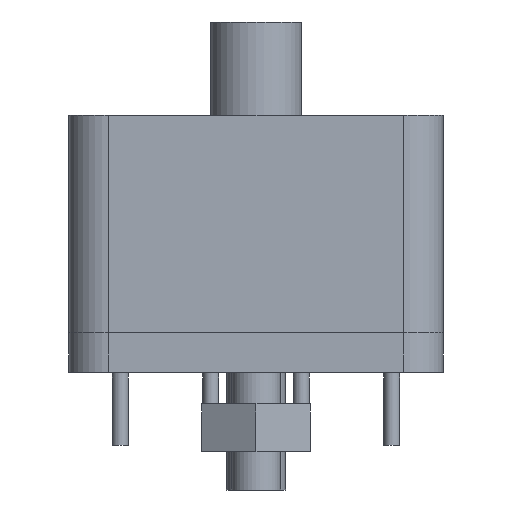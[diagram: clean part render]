
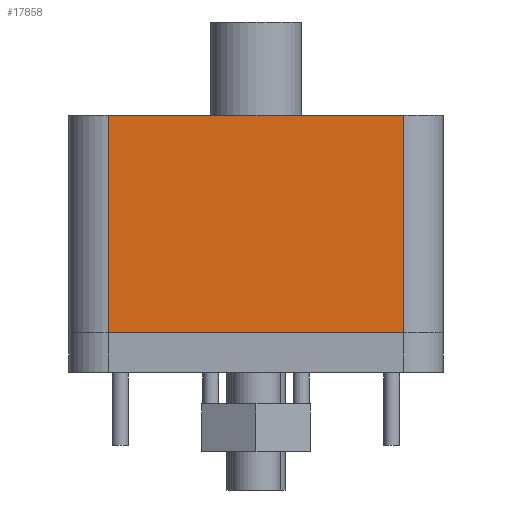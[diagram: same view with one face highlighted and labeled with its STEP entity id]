
A CAD part, front view. The second image highlights one B-rep face of the part: STEP entity #17858.
In plain terms, the highlighted planar face has unit normal (0, -1, 0).
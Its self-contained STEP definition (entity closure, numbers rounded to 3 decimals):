
#17793=CARTESIAN_POINT('',(7.45,-32.92,13.0));
#17794=VERTEX_POINT('',#17793);
#17802=CARTESIAN_POINT('',(7.45,-32.92,2.0));
#17803=VERTEX_POINT('',#17802);
#17804=CARTESIAN_POINT('',(7.45,-32.92,2.0));
#17805=DIRECTION('',(0.0,0.0,1.0));
#17806=VECTOR('',#17805,11.0);
#17807=LINE('',#17804,#17806);
#17808=EDGE_CURVE('',#17803,#17794,#17807,.T.);
#17828=CARTESIAN_POINT('',(7.45,-32.92,2.0));
#17829=DIRECTION('',(0.0,-1.0,0.0));
#17830=DIRECTION('',(0.0,0.0,-1.0));
#17831=AXIS2_PLACEMENT_3D('',#17828,#17829,#17830);
#17832=PLANE('',#17831);
#17833=CARTESIAN_POINT('',(-7.45,-32.92,13.0));
#17834=VERTEX_POINT('',#17833);
#17835=CARTESIAN_POINT('',(7.45,-32.92,13.0));
#17836=DIRECTION('',(-1.0,0.0,0.0));
#17837=VECTOR('',#17836,14.9);
#17838=LINE('',#17835,#17837);
#17839=EDGE_CURVE('',#17794,#17834,#17838,.T.);
#17840=ORIENTED_EDGE('',*,*,#17839,.T.);
#17841=CARTESIAN_POINT('',(-7.45,-32.92,2.0));
#17842=VERTEX_POINT('',#17841);
#17843=CARTESIAN_POINT('',(-7.45,-32.92,2.0));
#17844=DIRECTION('',(0.0,0.0,1.0));
#17845=VECTOR('',#17844,11.0);
#17846=LINE('',#17843,#17845);
#17847=EDGE_CURVE('',#17842,#17834,#17846,.T.);
#17848=ORIENTED_EDGE('',*,*,#17847,.F.);
#17849=CARTESIAN_POINT('',(7.45,-32.92,2.0));
#17850=DIRECTION('',(-1.0,0.0,0.0));
#17851=VECTOR('',#17850,14.9);
#17852=LINE('',#17849,#17851);
#17853=EDGE_CURVE('',#17803,#17842,#17852,.T.);
#17854=ORIENTED_EDGE('',*,*,#17853,.F.);
#17855=ORIENTED_EDGE('',*,*,#17808,.T.);
#17856=EDGE_LOOP('',(#17840,#17848,#17854,#17855));
#17857=FACE_OUTER_BOUND('',#17856,.T.);
#17858=ADVANCED_FACE('',(#17857),#17832,.T.);
